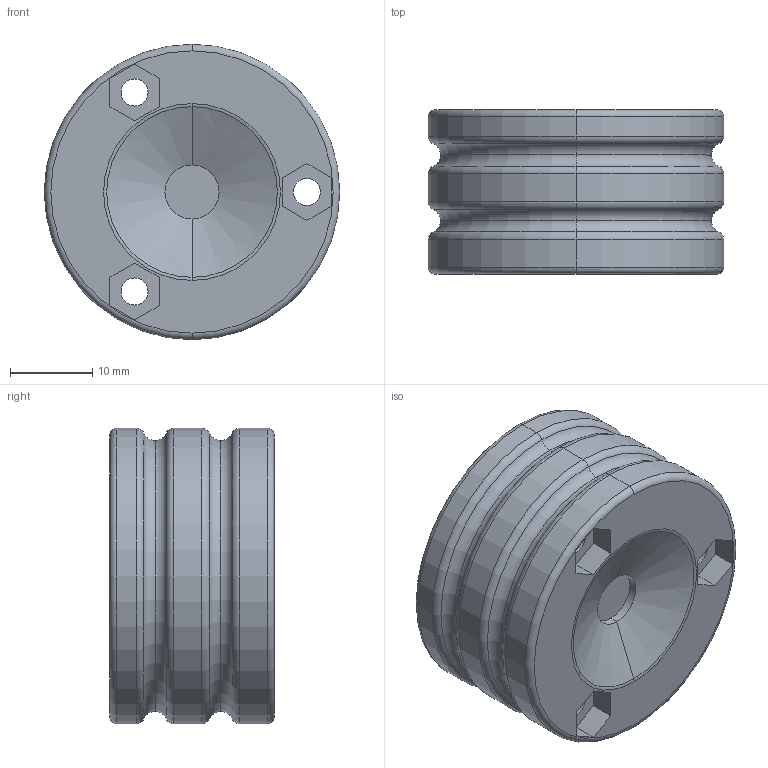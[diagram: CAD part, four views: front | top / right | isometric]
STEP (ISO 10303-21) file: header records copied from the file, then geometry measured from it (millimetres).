
FILE_DESCRIPTION (( 'STEP AP203' ), '1' );
FILE_NAME ('Micro_Differentiel_V1_Plein.STEP', '2023-04-13T15:09:35', ( '' ), ( '' ), 'SwSTEP 2.0', 'SolidWorks 2022', '' );
FILE_SCHEMA (( 'CONFIG_CONTROL_DESIGN' ));
Length unit declared in the file: millimetre
Products named in the file (1): Micro_Differentiel_V1_Plein
Bounding box: 36 x 20 x 36 mm (x, y, z)
Volume: 18206.6 mm3; surface area: 5554.9 mm2
Topology: 1 solids, 2 shells, 72 faces, 164 edges, 100 vertices
Faces by surface type: plane 26, torus 22, cylinder 22, cone 2
Entity records: 2129 total; most frequent: DIRECTION 396, CARTESIAN_POINT 337, ORIENTED_EDGE 328, EDGE_CURVE 164, AXIS2_PLACEMENT_3D 159, VERTEX_POINT 100, EDGE_LOOP 88, CIRCLE 86
